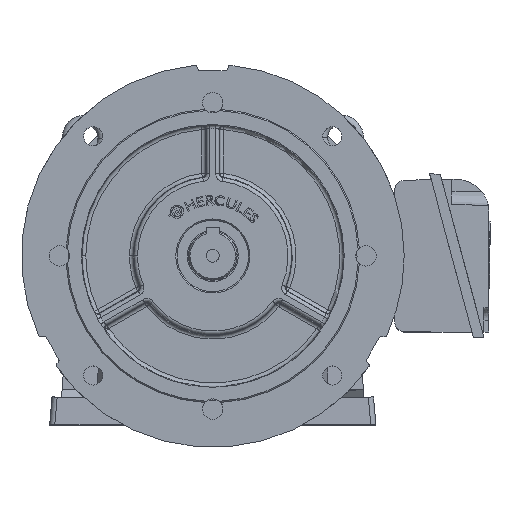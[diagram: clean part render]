
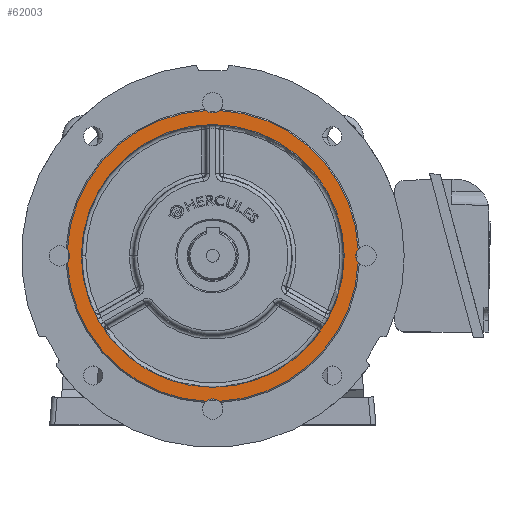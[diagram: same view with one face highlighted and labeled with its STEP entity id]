
A CAD part, top view. The second image highlights one B-rep face of the part: STEP entity #62003.
In plain terms, the highlighted planar face has unit normal (0, 0, 1).
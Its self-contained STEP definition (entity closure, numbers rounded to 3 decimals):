
#550 = VERTEX_POINT ( 'NONE', #58744 ) ;
#1986 = ORIENTED_EDGE ( 'NONE', *, *, #12316, .F. ) ;
#2530 = AXIS2_PLACEMENT_3D ( 'NONE', #48034, #53632, #74058 ) ;
#2718 = CARTESIAN_POINT ( 'NONE',  ( 0., 0., 66.5 ) ) ;
#4270 = DIRECTION ( 'NONE',  ( 0., -1., 0. ) ) ;
#4701 = DIRECTION ( 'NONE',  ( 0., 0., 1. ) ) ;
#4805 = VERTEX_POINT ( 'NONE', #10249 ) ;
#4821 = AXIS2_PLACEMENT_3D ( 'NONE', #10497, #82141, #69325 ) ;
#5074 = CARTESIAN_POINT ( 'NONE',  ( 0., -120., 66.5 ) ) ;
#5500 = DIRECTION ( 'NONE',  ( 1., 0., 0. ) ) ;
#5707 = DIRECTION ( 'NONE',  ( 0., 0., 1. ) ) ;
#7454 = EDGE_CURVE ( 'NONE', #27738, #10586, #41650, .T. ) ;
#9682 = ORIENTED_EDGE ( 'NONE', *, *, #35670, .F. ) ;
#9770 = VERTEX_POINT ( 'NONE', #10254 ) ;
#10013 = AXIS2_PLACEMENT_3D ( 'NONE', #26676, #45017, #38206 ) ;
#10249 = CARTESIAN_POINT ( 'NONE',  ( 5.156, 113.883, 66.5 ) ) ;
#10254 = CARTESIAN_POINT ( 'NONE',  ( 112., 0., 66.5 ) ) ;
#10497 = CARTESIAN_POINT ( 'NONE',  ( 120., 0., 66.5 ) ) ;
#10586 = VERTEX_POINT ( 'NONE', #61992 ) ;
#11412 = AXIS2_PLACEMENT_3D ( 'NONE', #47619, #80892, #22481 ) ;
#11769 = DIRECTION ( 'NONE',  ( 1., 0., 0. ) ) ;
#11867 = ORIENTED_EDGE ( 'NONE', *, *, #23962, .F. ) ;
#11990 = AXIS2_PLACEMENT_3D ( 'NONE', #5074, #37092, #63911 ) ;
#12310 = DIRECTION ( 'NONE',  ( 1., 0., 0. ) ) ;
#12316 = EDGE_CURVE ( 'NONE', #27738, #26560, #62328, .T. ) ;
#13161 = CARTESIAN_POINT ( 'NONE',  ( 102.93, 0., 66.5 ) ) ;
#13630 = ORIENTED_EDGE ( 'NONE', *, *, #7454, .T. ) ;
#15419 = ORIENTED_EDGE ( 'NONE', *, *, #29671, .T. ) ;
#15481 = CIRCLE ( 'NONE', #10013, 102.93 ) ;
#16922 = DIRECTION ( 'NONE',  ( 1., 0., 0. ) ) ;
#17143 = DIRECTION ( 'NONE',  ( 0., 0., -1. ) ) ;
#18430 = VERTEX_POINT ( 'NONE', #69023 ) ;
#20076 = ORIENTED_EDGE ( 'NONE', *, *, #57052, .F. ) ;
#20713 = EDGE_CURVE ( 'NONE', #70445, #18430, #23673, .T. ) ;
#20854 = EDGE_CURVE ( 'NONE', #550, #51201, #15481, .T. ) ;
#21671 = CIRCLE ( 'NONE', #43422, 8. ) ;
#22066 = FACE_BOUND ( 'NONE', #83556, .T. ) ;
#22481 = DIRECTION ( 'NONE',  ( 0., 1., 0. ) ) ;
#23601 = AXIS2_PLACEMENT_3D ( 'NONE', #43310, #44165, #11769 ) ;
#23673 = CIRCLE ( 'NONE', #11412, 8. ) ;
#23962 = EDGE_CURVE ( 'NONE', #76315, #4805, #65615, .T. ) ;
#25301 = AXIS2_PLACEMENT_3D ( 'NONE', #77153, #69474, #12310 ) ;
#26560 = VERTEX_POINT ( 'NONE', #71752 ) ;
#26676 = CARTESIAN_POINT ( 'NONE',  ( 0., 0., 66.5 ) ) ;
#26718 = AXIS2_PLACEMENT_3D ( 'NONE', #2718, #40306, #73959 ) ;
#27738 = VERTEX_POINT ( 'NONE', #75950 ) ;
#28993 = CIRCLE ( 'NONE', #23601, 114. ) ;
#29671 = EDGE_CURVE ( 'NONE', #66827, #4805, #63466, .T. ) ;
#30160 = DIRECTION ( 'NONE',  ( 0., 0., 1. ) ) ;
#30891 = CIRCLE ( 'NONE', #59452, 114. ) ;
#31964 = CARTESIAN_POINT ( 'NONE',  ( -113.883, -5.156, 66.5 ) ) ;
#32520 = EDGE_CURVE ( 'NONE', #70445, #26560, #30891, .T. ) ;
#32621 = CARTESIAN_POINT ( 'NONE',  ( 113.883, 5.156, 66.5 ) ) ;
#33364 = AXIS2_PLACEMENT_3D ( 'NONE', #59930, #40753, #66748 ) ;
#33431 = CIRCLE ( 'NONE', #4821, 8. ) ;
#34136 = ORIENTED_EDGE ( 'NONE', *, *, #77476, .T. ) ;
#34954 = ORIENTED_EDGE ( 'NONE', *, *, #32520, .T. ) ;
#35670 = EDGE_CURVE ( 'NONE', #66827, #9770, #21671, .T. ) ;
#36910 = ORIENTED_EDGE ( 'NONE', *, *, #20854, .T. ) ;
#37092 = DIRECTION ( 'NONE',  ( 0., 0., 1. ) ) ;
#38206 = DIRECTION ( 'NONE',  ( 1., 0., 0. ) ) ;
#40306 = DIRECTION ( 'NONE',  ( 0., 0., 1. ) ) ;
#40753 = DIRECTION ( 'NONE',  ( 0., 0., 1. ) ) ;
#41650 = CIRCLE ( 'NONE', #25301, 114. ) ;
#42066 = PLANE ( 'NONE',  #2530 ) ;
#43310 = CARTESIAN_POINT ( 'NONE',  ( 0., 0., 66.5 ) ) ;
#43347 = DIRECTION ( 'NONE',  ( 1., 0., 0. ) ) ;
#43422 = AXIS2_PLACEMENT_3D ( 'NONE', #63109, #4701, #4270 ) ;
#43947 = EDGE_CURVE ( 'NONE', #51201, #550, #62943, .T. ) ;
#44165 = DIRECTION ( 'NONE',  ( 0., 0., 1. ) ) ;
#45017 = DIRECTION ( 'NONE',  ( 0., 0., -1. ) ) ;
#45507 = CARTESIAN_POINT ( 'NONE',  ( -5.156, 113.883, 66.5 ) ) ;
#46989 = CIRCLE ( 'NONE', #33364, 8. ) ;
#47619 = CARTESIAN_POINT ( 'NONE',  ( -120., 0., 66.5 ) ) ;
#48034 = CARTESIAN_POINT ( 'NONE',  ( 0., 95., 66.5 ) ) ;
#49752 = CARTESIAN_POINT ( 'NONE',  ( 0., 0., 66.5 ) ) ;
#50253 = EDGE_CURVE ( 'NONE', #18430, #79386, #46989, .T. ) ;
#51201 = VERTEX_POINT ( 'NONE', #13161 ) ;
#53632 = DIRECTION ( 'NONE',  ( 0., 0., 1. ) ) ;
#57052 = EDGE_CURVE ( 'NONE', #9770, #10586, #33431, .T. ) ;
#57459 = AXIS2_PLACEMENT_3D ( 'NONE', #75351, #5707, #16922 ) ;
#58169 = ORIENTED_EDGE ( 'NONE', *, *, #50253, .F. ) ;
#58744 = CARTESIAN_POINT ( 'NONE',  ( -102.93, 0., 66.5 ) ) ;
#58867 = AXIS2_PLACEMENT_3D ( 'NONE', #75140, #17143, #5500 ) ;
#59452 = AXIS2_PLACEMENT_3D ( 'NONE', #49752, #30160, #43347 ) ;
#59930 = CARTESIAN_POINT ( 'NONE',  ( -120., 0., 66.5 ) ) ;
#61992 = CARTESIAN_POINT ( 'NONE',  ( 113.883, -5.156, 66.5 ) ) ;
#62003 = ADVANCED_FACE ( 'NONE', ( #80473, #22066 ), #42066, .T. ) ;
#62328 = CIRCLE ( 'NONE', #11990, 8. ) ;
#62943 = CIRCLE ( 'NONE', #58867, 102.93 ) ;
#63109 = CARTESIAN_POINT ( 'NONE',  ( 120., 0., 66.5 ) ) ;
#63466 = CIRCLE ( 'NONE', #26718, 114. ) ;
#63911 = DIRECTION ( 'NONE',  ( -1., 0., 0. ) ) ;
#65615 = CIRCLE ( 'NONE', #57459, 8. ) ;
#66191 = ORIENTED_EDGE ( 'NONE', *, *, #20713, .F. ) ;
#66748 = DIRECTION ( 'NONE',  ( 0., 1., 0. ) ) ;
#66827 = VERTEX_POINT ( 'NONE', #32621 ) ;
#68123 = CARTESIAN_POINT ( 'NONE',  ( -113.883, 5.156, 66.5 ) ) ;
#68237 = EDGE_LOOP ( 'NONE', ( #1986, #13630, #20076, #9682, #15419, #11867, #34136, #58169, #66191, #34954 ) ) ;
#69023 = CARTESIAN_POINT ( 'NONE',  ( -112., 0., 66.5 ) ) ;
#69325 = DIRECTION ( 'NONE',  ( 0., -1., 0. ) ) ;
#69474 = DIRECTION ( 'NONE',  ( 0., 0., 1. ) ) ;
#70445 = VERTEX_POINT ( 'NONE', #31964 ) ;
#71752 = CARTESIAN_POINT ( 'NONE',  ( -5.156, -113.883, 66.5 ) ) ;
#73959 = DIRECTION ( 'NONE',  ( 1., 0., 0. ) ) ;
#74058 = DIRECTION ( 'NONE',  ( 1., 0., 0. ) ) ;
#75140 = CARTESIAN_POINT ( 'NONE',  ( 0., 0., 66.5 ) ) ;
#75351 = CARTESIAN_POINT ( 'NONE',  ( 0., 120., 66.5 ) ) ;
#75950 = CARTESIAN_POINT ( 'NONE',  ( 5.156, -113.883, 66.5 ) ) ;
#76315 = VERTEX_POINT ( 'NONE', #45507 ) ;
#77153 = CARTESIAN_POINT ( 'NONE',  ( 0., 0., 66.5 ) ) ;
#77476 = EDGE_CURVE ( 'NONE', #76315, #79386, #28993, .T. ) ;
#79386 = VERTEX_POINT ( 'NONE', #68123 ) ;
#80473 = FACE_OUTER_BOUND ( 'NONE', #68237, .T. ) ;
#80892 = DIRECTION ( 'NONE',  ( 0., 0., 1. ) ) ;
#82141 = DIRECTION ( 'NONE',  ( 0., 0., 1. ) ) ;
#83400 = ORIENTED_EDGE ( 'NONE', *, *, #43947, .T. ) ;
#83556 = EDGE_LOOP ( 'NONE', ( #83400, #36910 ) ) ;
